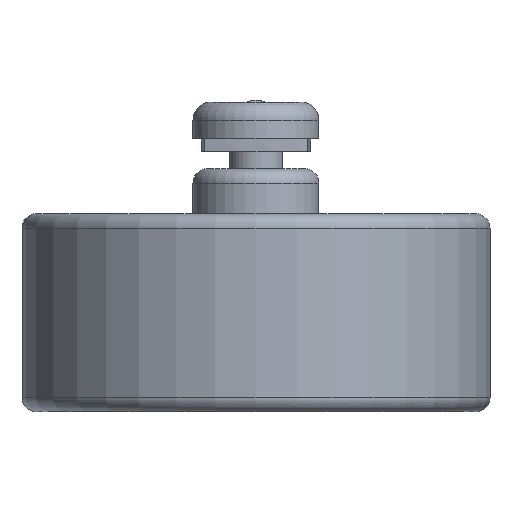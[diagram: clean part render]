
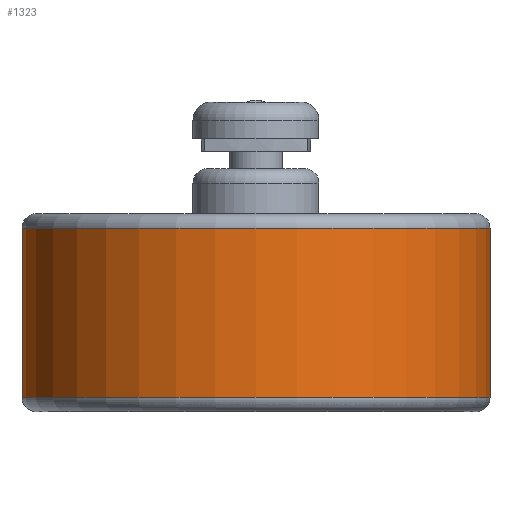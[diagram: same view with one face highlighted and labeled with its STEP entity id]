
A CAD part, left-side view. The second image highlights one B-rep face of the part: STEP entity #1323.
In plain terms, the highlighted cylindrical face has radius 13 mm (diameter 26 mm), a partial arc.
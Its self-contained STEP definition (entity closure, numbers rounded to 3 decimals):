
#104=CARTESIAN_POINT('',(0.,0.,0.8));
#105=DIRECTION('',(0.,0.,-1.));
#106=DIRECTION('',(0.,-1.,0.));
#107=AXIS2_PLACEMENT_3D('',#104,#105,#106);
#114=DIRECTION('',(0.,0.,-1.));
#115=VECTOR('',#114,9.4);
#116=CARTESIAN_POINT('',(0.,13.,10.2));
#117=LINE('',#116,#115);
#118=DIRECTION('',(0.,0.,-1.));
#119=VECTOR('',#118,9.4);
#120=CARTESIAN_POINT('',(0.,-13.,10.2));
#121=LINE('',#120,#119);
#122=CARTESIAN_POINT('',(0.,0.,10.2));
#123=DIRECTION('',(0.,0.,-1.));
#124=DIRECTION('',(0.,-1.,0.));
#125=AXIS2_PLACEMENT_3D('',#122,#123,#124);
#960=CARTESIAN_POINT('',(0.,-13.,0.8));
#961=CARTESIAN_POINT('',(0.,13.,0.8));
#962=VERTEX_POINT('',#960);
#963=VERTEX_POINT('',#961);
#964=CARTESIAN_POINT('',(0.,13.,10.2));
#965=CARTESIAN_POINT('',(0.,-13.,10.2));
#966=VERTEX_POINT('',#964);
#967=VERTEX_POINT('',#965);
#1311=CARTESIAN_POINT('',(0.,0.,-0.675));
#1312=DIRECTION('',(0.,0.,1.));
#1313=DIRECTION('',(0.,1.,0.));
#1314=AXIS2_PLACEMENT_3D('',#1311,#1312,#1313);
#1315=CYLINDRICAL_SURFACE('',#1314,13.);
#1316=ORIENTED_EDGE('',*,*,#1305,.T.);
#1317=ORIENTED_EDGE('',*,*,#1267,.F.);
#1319=ORIENTED_EDGE('',*,*,#1318,.F.);
#1320=ORIENTED_EDGE('',*,*,#1264,.T.);
#1321=EDGE_LOOP('',(#1316,#1317,#1319,#1320));
#1322=FACE_OUTER_BOUND('',#1321,.F.);
#1323=ADVANCED_FACE('',(#1322),#1315,.T.);
#108=CIRCLE('',#107,13.);
#126=CIRCLE('',#125,13.);
#1264=EDGE_CURVE('',#967,#962,#121,.T.);
#1267=EDGE_CURVE('',#966,#963,#117,.T.);
#1305=EDGE_CURVE('',#962,#963,#108,.T.);
#1318=EDGE_CURVE('',#967,#966,#126,.T.);
